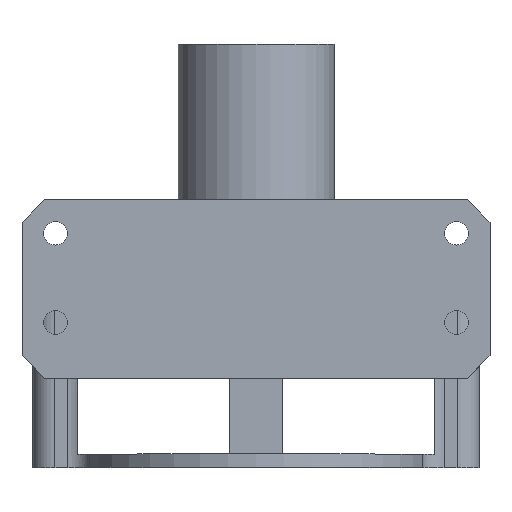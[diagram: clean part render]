
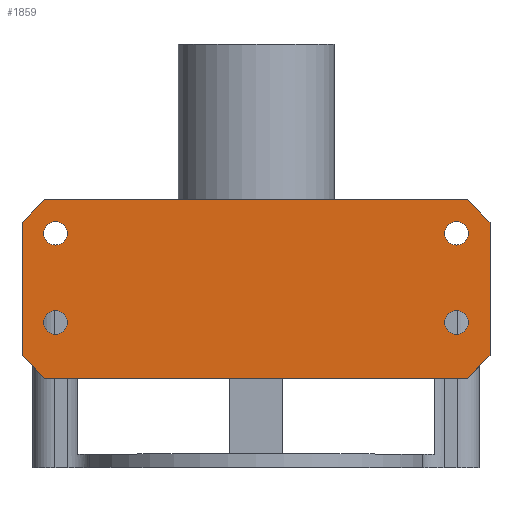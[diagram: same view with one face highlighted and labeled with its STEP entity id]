
A CAD part, top view. The second image highlights one B-rep face of the part: STEP entity #1859.
In plain terms, the highlighted planar face has unit normal (0, 0, 1).
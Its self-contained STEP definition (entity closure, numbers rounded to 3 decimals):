
#57=FACE_BOUND('',#287,.T.);
#58=FACE_BOUND('',#288,.T.);
#59=FACE_BOUND('',#289,.T.);
#60=FACE_BOUND('',#290,.T.);
#102=PLANE('',#2057);
#175=FACE_OUTER_BOUND('',#286,.T.);
#286=EDGE_LOOP('',(#1537,#1538,#1539,#1540,#1541,#1542,#1543,#1544));
#287=EDGE_LOOP('',(#1545));
#288=EDGE_LOOP('',(#1546));
#289=EDGE_LOOP('',(#1547));
#290=EDGE_LOOP('',(#1548));
#424=LINE('',#3021,#585);
#427=LINE('',#3026,#588);
#429=LINE('',#3030,#590);
#431=LINE('',#3035,#592);
#434=LINE('',#3040,#595);
#436=LINE('',#3044,#597);
#439=LINE('',#3051,#600);
#446=LINE('',#3073,#607);
#585=VECTOR('',#2444,10.);
#588=VECTOR('',#2449,10.);
#590=VECTOR('',#2453,10.);
#592=VECTOR('',#2457,10.);
#595=VECTOR('',#2462,10.);
#597=VECTOR('',#2466,10.);
#600=VECTOR('',#2473,10.);
#607=VECTOR('',#2494,10.);
#707=CIRCLE('',#2023,2.65);
#709=CIRCLE('',#2027,2.65);
#713=CIRCLE('',#2034,2.65);
#715=CIRCLE('',#2038,2.65);
#838=VERTEX_POINT('',#2947);
#850=VERTEX_POINT('',#2974);
#862=VERTEX_POINT('',#3003);
#864=VERTEX_POINT('',#3011);
#865=VERTEX_POINT('',#3018);
#866=VERTEX_POINT('',#3020);
#867=VERTEX_POINT('',#3024);
#868=VERTEX_POINT('',#3028);
#869=VERTEX_POINT('',#3032);
#870=VERTEX_POINT('',#3034);
#871=VERTEX_POINT('',#3038);
#872=VERTEX_POINT('',#3042);
#1054=EDGE_CURVE('',#838,#838,#707,.T.);
#1067=EDGE_CURVE('',#850,#850,#709,.T.);
#1081=EDGE_CURVE('',#862,#862,#713,.T.);
#1085=EDGE_CURVE('',#864,#864,#715,.T.);
#1089=EDGE_CURVE('',#865,#866,#424,.T.);
#1092=EDGE_CURVE('',#865,#867,#427,.T.);
#1094=EDGE_CURVE('',#868,#867,#429,.T.);
#1096=EDGE_CURVE('',#869,#870,#431,.T.);
#1099=EDGE_CURVE('',#871,#869,#434,.T.);
#1101=EDGE_CURVE('',#872,#871,#436,.T.);
#1105=EDGE_CURVE('',#868,#870,#439,.T.);
#1116=EDGE_CURVE('',#866,#872,#446,.T.);
#1537=ORIENTED_EDGE('',*,*,#1089,.F.);
#1538=ORIENTED_EDGE('',*,*,#1092,.T.);
#1539=ORIENTED_EDGE('',*,*,#1094,.F.);
#1540=ORIENTED_EDGE('',*,*,#1105,.T.);
#1541=ORIENTED_EDGE('',*,*,#1096,.F.);
#1542=ORIENTED_EDGE('',*,*,#1099,.F.);
#1543=ORIENTED_EDGE('',*,*,#1101,.F.);
#1544=ORIENTED_EDGE('',*,*,#1116,.F.);
#1545=ORIENTED_EDGE('',*,*,#1067,.T.);
#1546=ORIENTED_EDGE('',*,*,#1054,.T.);
#1547=ORIENTED_EDGE('',*,*,#1085,.T.);
#1548=ORIENTED_EDGE('',*,*,#1081,.T.);
#1859=ADVANCED_FACE('',(#175,#57,#58,#59,#60),#102,.T.);
#2023=AXIS2_PLACEMENT_3D('',#2949,#2382,#2383);
#2027=AXIS2_PLACEMENT_3D('',#2976,#2401,#2402);
#2034=AXIS2_PLACEMENT_3D('',#3005,#2425,#2426);
#2038=AXIS2_PLACEMENT_3D('',#3013,#2435,#2436);
#2057=AXIS2_PLACEMENT_3D('',#3086,#2501,#2502);
#2382=DIRECTION('center_axis',(0.,0.,-1.));
#2383=DIRECTION('ref_axis',(1.,0.,0.));
#2401=DIRECTION('center_axis',(0.,0.,-1.));
#2402=DIRECTION('ref_axis',(1.,0.,0.));
#2425=DIRECTION('center_axis',(0.,0.,-1.));
#2426=DIRECTION('ref_axis',(-1.,0.,0.));
#2435=DIRECTION('center_axis',(0.,0.,-1.));
#2436=DIRECTION('ref_axis',(-1.,0.,0.));
#2444=DIRECTION('',(0.707,0.707,0.));
#2449=DIRECTION('',(0.,-1.,0.));
#2453=DIRECTION('',(-0.707,0.707,0.));
#2457=DIRECTION('',(-0.707,-0.707,0.));
#2462=DIRECTION('',(0.,-1.,0.));
#2466=DIRECTION('',(0.707,-0.707,0.));
#2473=DIRECTION('',(1.,0.,0.));
#2494=DIRECTION('',(1.,0.,0.));
#2501=DIRECTION('center_axis',(0.,0.,1.));
#2502=DIRECTION('ref_axis',(1.,0.,0.));
#2947=CARTESIAN_POINT('',(-47.65,12.5,42.5));
#2949=CARTESIAN_POINT('Origin',(-45.,12.5,42.5));
#2974=CARTESIAN_POINT('',(-47.65,32.5,42.5));
#2976=CARTESIAN_POINT('Origin',(-45.,32.5,42.5));
#3003=CARTESIAN_POINT('',(47.65,12.5,42.5));
#3005=CARTESIAN_POINT('Origin',(45.,12.5,42.5));
#3011=CARTESIAN_POINT('',(47.65,32.5,42.5));
#3013=CARTESIAN_POINT('Origin',(45.,32.5,42.5));
#3018=CARTESIAN_POINT('',(-52.5,35.,42.5));
#3020=CARTESIAN_POINT('',(-47.5,40.,42.5));
#3021=CARTESIAN_POINT('',(-43.75,43.75,42.5));
#3024=CARTESIAN_POINT('',(-52.5,5.,42.5));
#3026=CARTESIAN_POINT('',(-52.5,40.,42.5));
#3028=CARTESIAN_POINT('',(-47.5,0.,42.5));
#3030=CARTESIAN_POINT('',(-40.,-7.5,42.5));
#3032=CARTESIAN_POINT('',(52.5,5.,42.5));
#3034=CARTESIAN_POINT('',(47.5,0.,42.5));
#3035=CARTESIAN_POINT('',(40.,-7.5,42.5));
#3038=CARTESIAN_POINT('',(52.5,35.,42.5));
#3040=CARTESIAN_POINT('',(52.5,25.,42.5));
#3042=CARTESIAN_POINT('',(47.5,40.,42.5));
#3044=CARTESIAN_POINT('',(43.75,43.75,42.5));
#3051=CARTESIAN_POINT('',(-37.5,0.,42.5));
#3073=CARTESIAN_POINT('',(22.5,40.,42.5));
#3086=CARTESIAN_POINT('Origin',(0.,12.5,42.5));
